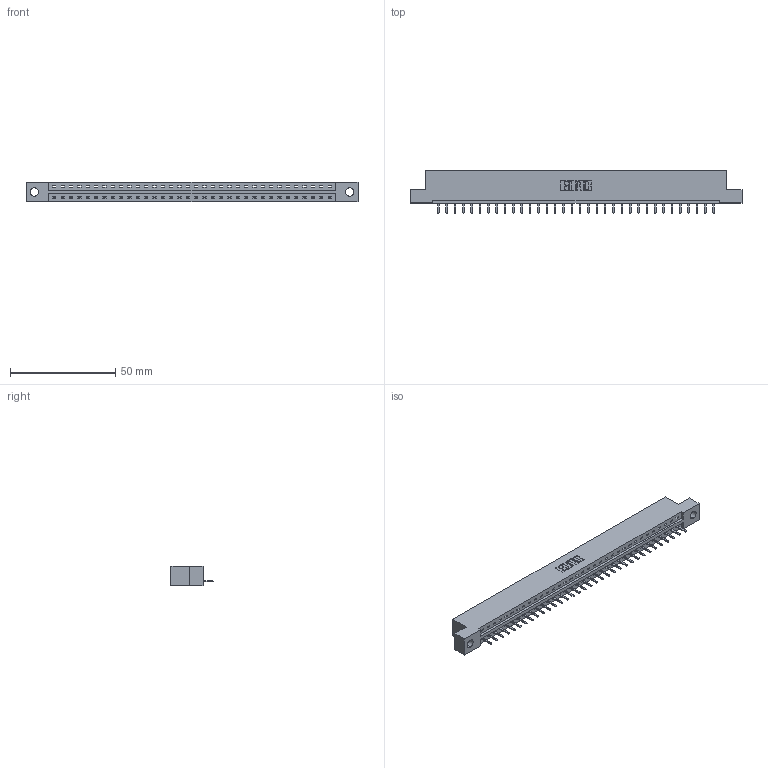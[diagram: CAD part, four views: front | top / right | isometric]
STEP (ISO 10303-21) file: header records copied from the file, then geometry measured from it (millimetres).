
FILE_DESCRIPTION (( 'STEP AP203' ), '1' );
FILE_NAME ('387-034-520-104.STEP', '2018-09-18T10:55:05', ( '' ), ( '' ), 'SwSTEP 2.0', 'SolidWorks 2016', '' );
FILE_SCHEMA (( 'CONFIG_CONTROL_DESIGN' ));
Length unit declared in the file: inch
Products named in the file (3): 337 Part_Flush Mounting Lugs - 0.156 Dia-TH; 345-292-001_345-293-120; 387-034-520-104
Assembly tree (35 placements, depth 2):
  387-034-520-104
    337 Part_Flush Mounting Lugs - 0.156 Dia-TH
    345-292-001_345-293-120  x34
Bounding box: 157.73 x 20.02 x 9.4 mm (x, y, z)
Volume: 16108 mm3; surface area: 16044.1 mm2
Topology: 35 solids, 35 shells, 2358 faces, 6975 edges, 4558 vertices
Faces by surface type: plane 1702, cylinder 656
Entity records: 26425 total; most frequent: CARTESIAN_POINT 4620, ORIENTED_EDGE 4578, DIRECTION 3893, EDGE_CURVE 2289, LINE 2157, VECTOR 2157, VERTEX_POINT 1522, AXIS2_PLACEMENT_3D 868
